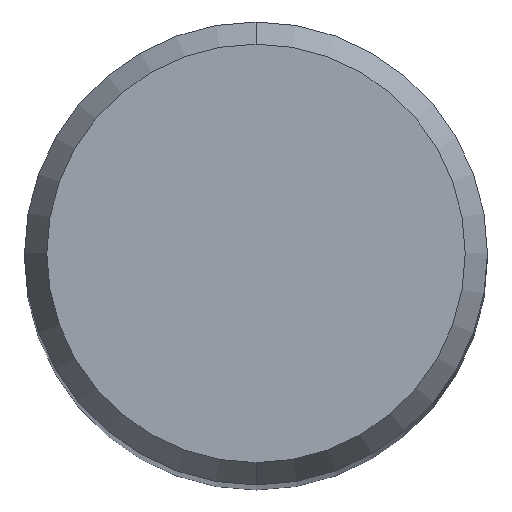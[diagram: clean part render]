
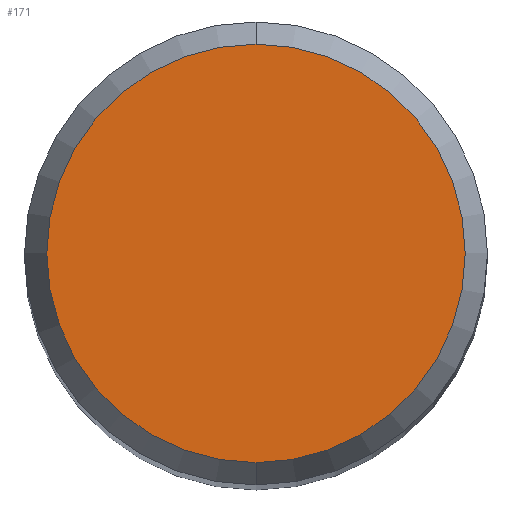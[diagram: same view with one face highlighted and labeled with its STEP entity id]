
A CAD part, top view. The second image highlights one B-rep face of the part: STEP entity #171.
In plain terms, the highlighted planar face has unit normal (0, 0, 1).
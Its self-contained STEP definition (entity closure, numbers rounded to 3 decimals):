
#145=EDGE_CURVE('',#225,#187,#303,.T.);
#157=EDGE_CURVE('',#187,#225,#315,.T.);
#171=ADVANCED_FACE('',(#332),#333,.T.);
#187=VERTEX_POINT('',#349);
#225=VERTEX_POINT('',#393);
#303=CIRCLE('',#478,2.158);
#315=CIRCLE('',#494,2.158);
#332=FACE_OUTER_BOUND('',#515,.T.);
#333=PLANE('',#516);
#349=CARTESIAN_POINT('',(0.0,2.158,0.));
#393=CARTESIAN_POINT('',(0.,-2.158,0.));
#478=AXIS2_PLACEMENT_3D('',#676,#677,#678);
#494=AXIS2_PLACEMENT_3D('',#687,#688,#689);
#515=EDGE_LOOP('',(#715,#716));
#516=AXIS2_PLACEMENT_3D('',#717,#718,#719);
#676=CARTESIAN_POINT('',(0.0,0.0,0.));
#677=DIRECTION('',(0.0,0.0,-1.0));
#678=DIRECTION('',(0.0,1.0,0.0));
#687=CARTESIAN_POINT('',(0.0,0.0,0.));
#688=DIRECTION('',(0.0,0.0,-1.0));
#689=DIRECTION('',(0.0,1.0,0.0));
#715=ORIENTED_EDGE('',*,*,#157,.F.);
#716=ORIENTED_EDGE('',*,*,#145,.F.);
#717=CARTESIAN_POINT('',(0.0,1.079,0.));
#718=DIRECTION('',(-0.0,0.0,1.0));
#719=DIRECTION('',(0.0,-1.0,0.0));
